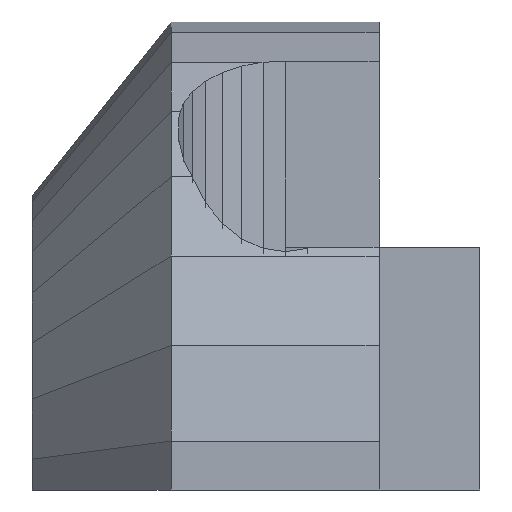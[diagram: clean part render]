
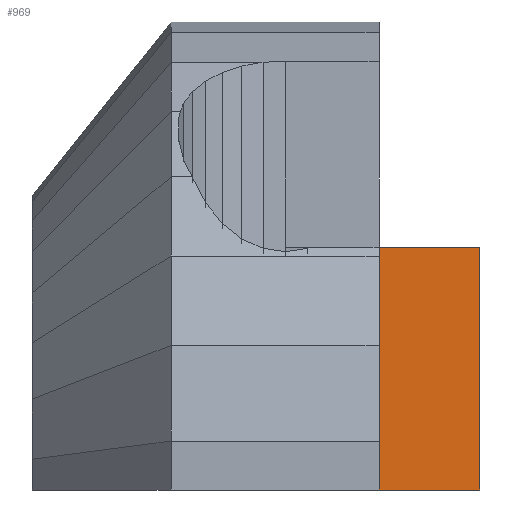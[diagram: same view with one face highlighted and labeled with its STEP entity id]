
A CAD part, front view. The second image highlights one B-rep face of the part: STEP entity #969.
In plain terms, the highlighted planar face has unit normal (0, -1, 0).
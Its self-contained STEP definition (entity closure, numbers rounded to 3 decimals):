
#22 = VERTEX_POINT('',#23);
#23 = CARTESIAN_POINT('',(8.9,-11.4,7.));
#31 = EDGE_CURVE('',#32,#22,#34,.T.);
#32 = VERTEX_POINT('',#33);
#33 = CARTESIAN_POINT('',(8.9,-11.4,0.));
#34 = LINE('',#35,#36);
#35 = CARTESIAN_POINT('',(8.9,-11.4,0.));
#36 = VECTOR('',#37,1.);
#37 = DIRECTION('',(0.,0.,1.));
#238 = VERTEX_POINT('',#239);
#239 = CARTESIAN_POINT('',(6.,-11.4,7.));
#247 = EDGE_CURVE('',#238,#22,#248,.T.);
#248 = LINE('',#249,#250);
#249 = CARTESIAN_POINT('',(6.,-11.4,7.));
#250 = VECTOR('',#251,1.);
#251 = DIRECTION('',(1.,0.,0.));
#934 = VERTEX_POINT('',#935);
#935 = CARTESIAN_POINT('',(6.,-11.4,0.));
#943 = EDGE_CURVE('',#934,#32,#944,.T.);
#944 = LINE('',#945,#946);
#945 = CARTESIAN_POINT('',(6.,-11.4,0.));
#946 = VECTOR('',#947,1.);
#947 = DIRECTION('',(1.,0.,0.));
#969 = ADVANCED_FACE('',(#970),#981,.F.);
#970 = FACE_BOUND('',#971,.F.);
#971 = EDGE_LOOP('',(#972,#973,#979,#980));
#972 = ORIENTED_EDGE('',*,*,#943,.F.);
#973 = ORIENTED_EDGE('',*,*,#974,.T.);
#974 = EDGE_CURVE('',#934,#238,#975,.T.);
#975 = LINE('',#976,#977);
#976 = CARTESIAN_POINT('',(6.,-11.4,0.));
#977 = VECTOR('',#978,1.);
#978 = DIRECTION('',(0.,0.,1.));
#979 = ORIENTED_EDGE('',*,*,#247,.T.);
#980 = ORIENTED_EDGE('',*,*,#31,.F.);
#981 = PLANE('',#982);
#982 = AXIS2_PLACEMENT_3D('',#983,#984,#985);
#983 = CARTESIAN_POINT('',(6.,-11.4,0.));
#984 = DIRECTION('',(0.,1.,0.));
#985 = DIRECTION('',(0.,0.,1.));
